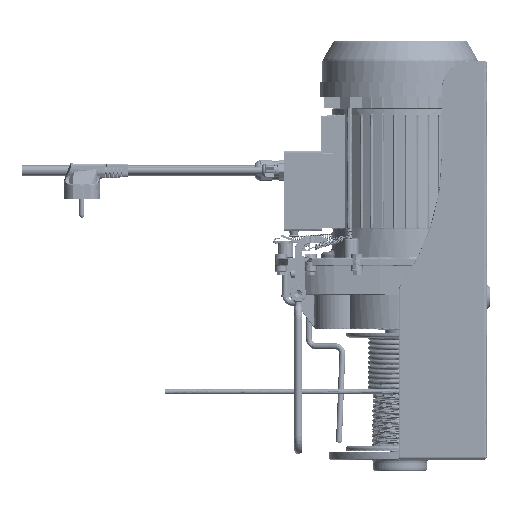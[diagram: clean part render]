
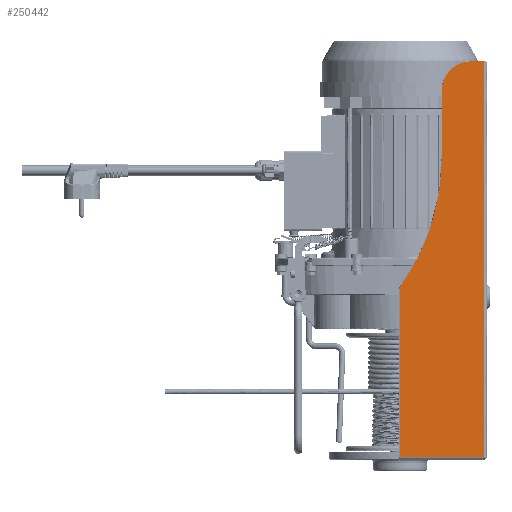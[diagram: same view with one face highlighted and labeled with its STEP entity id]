
A CAD part, left-side view. The second image highlights one B-rep face of the part: STEP entity #250442.
In plain terms, the highlighted free-form (B-spline) face has degree [1, 1] with [2, 2] control points.
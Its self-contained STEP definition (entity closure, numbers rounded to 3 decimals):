
#250442 = ADVANCED_FACE('',(#250443),#250504,.T.);
#250443 = FACE_BOUND('',#250444,.T.);
#250444 = EDGE_LOOP('',(#250445,#250454,#250461,#250469,#250476,#250484,
    #250492,#250499));
#250445 = ORIENTED_EDGE('',*,*,#250446,.T.);
#250446 = EDGE_CURVE('',#250447,#250449,#250451,.T.);
#250447 = VERTEX_POINT('',#250448);
#250448 = CARTESIAN_POINT('',(-83.423,-94.547,
    -386.699));
#250449 = VERTEX_POINT('',#250450);
#250450 = CARTESIAN_POINT('',(-83.423,-94.547,
    60.059));
#250451 = B_SPLINE_CURVE_WITH_KNOTS('',1,(#250452,#250453),
  .UNSPECIFIED.,.F.,.F.,(2,2),(-402.15,-0.5),.PIECEWISE_BEZIER_KNOTS.);
#250452 = CARTESIAN_POINT('',(-83.423,-94.547,
    -386.699));
#250453 = CARTESIAN_POINT('',(-83.423,-94.547,
    60.059));
#250454 = ORIENTED_EDGE('',*,*,#250455,.T.);
#250455 = EDGE_CURVE('',#250449,#250456,#250458,.T.);
#250456 = VERTEX_POINT('',#250457);
#250457 = CARTESIAN_POINT('',(-83.423,-80.195,
    60.059));
#250458 = B_SPLINE_CURVE_WITH_KNOTS('',1,(#250459,#250460),
  .UNSPECIFIED.,.F.,.F.,(2,2),(-86.,-73.098),
  .PIECEWISE_BEZIER_KNOTS.);
#250459 = CARTESIAN_POINT('',(-83.423,-94.547,
    60.059));
#250460 = CARTESIAN_POINT('',(-83.423,-80.195,
    60.059));
#250461 = ORIENTED_EDGE('',*,*,#250462,.T.);
#250462 = EDGE_CURVE('',#250456,#250463,#250465,.T.);
#250463 = VERTEX_POINT('',#250464);
#250464 = CARTESIAN_POINT('',(-83.423,-47.382,
    27.139));
#250465 = ( BOUNDED_CURVE() B_SPLINE_CURVE(2,(#250466,#250467,#250468),
.UNSPECIFIED.,.F.,.F.) B_SPLINE_CURVE_WITH_KNOTS((3,3),(0.,
1.574),.PIECEWISE_BEZIER_KNOTS.) CURVE() 
GEOMETRIC_REPRESENTATION_ITEM() RATIONAL_B_SPLINE_CURVE((1.,
0.706,1.)) REPRESENTATION_ITEM('') );
#250466 = CARTESIAN_POINT('',(-83.423,-80.195,
    60.059));
#250467 = CARTESIAN_POINT('',(-83.423,-47.275,
    60.059));
#250468 = CARTESIAN_POINT('',(-83.423,-47.382,
    27.139));
#250469 = ORIENTED_EDGE('',*,*,#250470,.T.);
#250470 = EDGE_CURVE('',#250463,#250471,#250473,.T.);
#250471 = VERTEX_POINT('',#250472);
#250472 = CARTESIAN_POINT('',(-83.423,-47.617,
    -45.05));
#250473 = B_SPLINE_CURVE_WITH_KNOTS('',1,(#250474,#250475),
  .UNSPECIFIED.,.F.,.F.,(2,2),(-51.875,13.026),
  .PIECEWISE_BEZIER_KNOTS.);
#250474 = CARTESIAN_POINT('',(-83.423,-47.382,
    27.139));
#250475 = CARTESIAN_POINT('',(-83.423,-47.617,
    -45.05));
#250476 = ORIENTED_EDGE('',*,*,#250477,.T.);
#250477 = EDGE_CURVE('',#250471,#250478,#250480,.T.);
#250478 = VERTEX_POINT('',#250479);
#250479 = CARTESIAN_POINT('',(-83.423,-0.394,
    -194.094));
#250480 = ( BOUNDED_CURVE() B_SPLINE_CURVE(2,(#250481,#250482,#250483),
.UNSPECIFIED.,.F.,.F.) B_SPLINE_CURVE_WITH_KNOTS((3,3),(1.558,
2.197),.PIECEWISE_BEZIER_KNOTS.) CURVE() 
GEOMETRIC_REPRESENTATION_ITEM() RATIONAL_B_SPLINE_CURVE((1.,
0.949,1.)) REPRESENTATION_ITEM('') );
#250481 = CARTESIAN_POINT('',(-83.423,-47.617,
    -45.05));
#250482 = CARTESIAN_POINT('',(-83.423,-48.646,
    -127.379));
#250483 = CARTESIAN_POINT('',(-83.423,-0.394,
    -194.094));
#250484 = ORIENTED_EDGE('',*,*,#250485,.T.);
#250485 = EDGE_CURVE('',#250478,#250486,#250488,.T.);
#250486 = VERTEX_POINT('',#250487);
#250487 = CARTESIAN_POINT('',(-83.423,0.556,
    -197.027));
#250488 = ( BOUNDED_CURVE() B_SPLINE_CURVE(2,(#250489,#250490,#250491),
.UNSPECIFIED.,.F.,.F.) B_SPLINE_CURVE_WITH_KNOTS((3,3),(0.945,
1.571),.PIECEWISE_BEZIER_KNOTS.) CURVE() 
GEOMETRIC_REPRESENTATION_ITEM() RATIONAL_B_SPLINE_CURVE((1.,
0.951,1.)) REPRESENTATION_ITEM('') );
#250489 = CARTESIAN_POINT('',(-83.423,-0.394,
    -194.094));
#250490 = CARTESIAN_POINT('',(-83.423,0.556,
    -195.407));
#250491 = CARTESIAN_POINT('',(-83.423,0.556,
    -197.027));
#250492 = ORIENTED_EDGE('',*,*,#250493,.T.);
#250493 = EDGE_CURVE('',#250486,#250494,#250496,.T.);
#250494 = VERTEX_POINT('',#250495);
#250495 = CARTESIAN_POINT('',(-83.423,0.556,
    -386.699));
#250496 = B_SPLINE_CURVE_WITH_KNOTS('',1,(#250497,#250498),
  .UNSPECIFIED.,.F.,.F.,(2,2),(-170.521,0.),
  .PIECEWISE_BEZIER_KNOTS.);
#250497 = CARTESIAN_POINT('',(-83.423,0.556,
    -197.027));
#250498 = CARTESIAN_POINT('',(-83.423,0.556,
    -386.699));
#250499 = ORIENTED_EDGE('',*,*,#250500,.T.);
#250500 = EDGE_CURVE('',#250494,#250447,#250501,.T.);
#250501 = B_SPLINE_CURVE_WITH_KNOTS('',1,(#250502,#250503),
  .UNSPECIFIED.,.F.,.F.,(2,2),(-88.5,-3.),.PIECEWISE_BEZIER_KNOTS.);
#250502 = CARTESIAN_POINT('',(-83.423,0.556,
    -386.699));
#250503 = CARTESIAN_POINT('',(-83.423,-94.547,
    -386.699));
#250504 = B_SPLINE_SURFACE_WITH_KNOTS('',1,1,(
    (#250505,#250506)
    ,(#250507,#250508
    )),.UNSPECIFIED.,.F.,.F.,.F.,(2,2),(2,2),(-402.15,-0.5),(-86.,
    -0.5),.PIECEWISE_BEZIER_KNOTS.);
#250505 = CARTESIAN_POINT('',(-83.423,-94.547,
    -386.699));
#250506 = CARTESIAN_POINT('',(-83.423,0.556,
    -386.699));
#250507 = CARTESIAN_POINT('',(-83.423,-94.547,
    60.059));
#250508 = CARTESIAN_POINT('',(-83.423,0.556,
    60.059));
